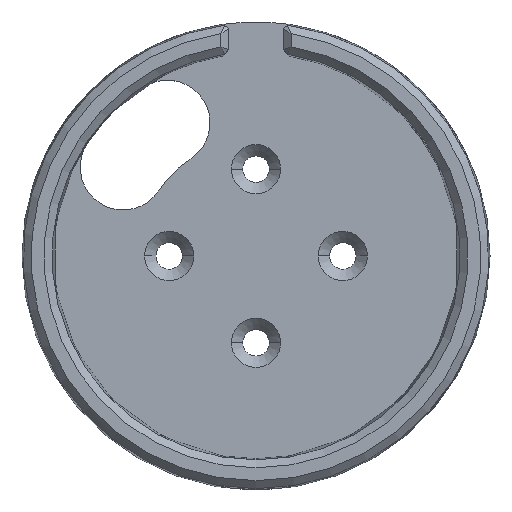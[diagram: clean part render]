
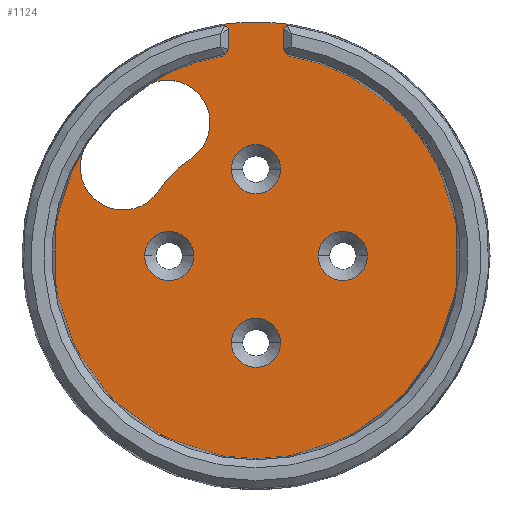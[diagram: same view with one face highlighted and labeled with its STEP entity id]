
A CAD part, top view. The second image highlights one B-rep face of the part: STEP entity #1124.
In plain terms, the highlighted planar face has unit normal (0, 0, 1).
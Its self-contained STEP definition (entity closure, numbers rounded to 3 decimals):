
#56=CARTESIAN_POINT('',(-17.045,11.389,4.));
#57=DIRECTION('',(0.,0.,-1.));
#58=DIRECTION('',(0.831,-0.556,0.));
#59=AXIS2_PLACEMENT_3D('',#56,#57,#58);
#61=CARTESIAN_POINT('',(0.,0.,4.));
#62=DIRECTION('',(0.,0.,1.));
#63=DIRECTION('',(-0.556,0.831,0.));
#64=AXIS2_PLACEMENT_3D('',#61,#62,#63);
#66=CARTESIAN_POINT('',(-11.389,17.045,4.));
#67=DIRECTION('',(0.,0.,-1.));
#68=DIRECTION('',(-0.556,0.831,0.));
#69=AXIS2_PLACEMENT_3D('',#66,#67,#68);
#71=CARTESIAN_POINT('',(0.,0.,4.));
#72=DIRECTION('',(0.,0.,1.));
#73=DIRECTION('',(-0.16,0.987,0.));
#74=AXIS2_PLACEMENT_3D('',#71,#72,#73);
#76=CARTESIAN_POINT('',(-3.675,26.239,4.));
#77=CARTESIAN_POINT('',(-3.839,26.047,4.));
#78=CARTESIAN_POINT('',(-4.004,25.855,4.));
#79=CARTESIAN_POINT('',(-4.169,25.664,4.));
#81=DIRECTION('',(0.,-1.,0.));
#82=VECTOR('',#81,3.035);
#83=CARTESIAN_POINT('',(-3.675,29.274,4.));
#84=LINE('',#83,#82);
#85=CARTESIAN_POINT('',(-4.17,29.709,4.));
#86=CARTESIAN_POINT('',(-4.005,29.564,4.));
#87=CARTESIAN_POINT('',(-3.84,29.419,4.));
#88=CARTESIAN_POINT('',(-3.675,29.274,4.));
#90=CARTESIAN_POINT('',(0.,0.,4.));
#91=DIRECTION('',(0.,0.,1.));
#92=DIRECTION('',(0.139,0.99,0.));
#93=AXIS2_PLACEMENT_3D('',#90,#91,#92);
#95=CARTESIAN_POINT('',(3.675,29.274,4.));
#96=CARTESIAN_POINT('',(3.84,29.419,4.));
#97=CARTESIAN_POINT('',(4.005,29.564,4.));
#98=CARTESIAN_POINT('',(4.17,29.709,4.));
#100=DIRECTION('',(0.,1.,0.));
#101=VECTOR('',#100,3.035);
#102=CARTESIAN_POINT('',(3.675,26.239,4.));
#103=LINE('',#102,#101);
#104=CARTESIAN_POINT('',(4.169,25.664,4.));
#105=CARTESIAN_POINT('',(4.004,25.855,4.));
#106=CARTESIAN_POINT('',(3.839,26.047,4.));
#107=CARTESIAN_POINT('',(3.675,26.239,4.));
#109=CARTESIAN_POINT('',(0.,0.,4.));
#110=DIRECTION('',(0.,0.,1.));
#111=DIRECTION('',(1.,0.,0.));
#112=AXIS2_PLACEMENT_3D('',#109,#110,#111);
#114=CARTESIAN_POINT('',(0.,0.,4.));
#115=DIRECTION('',(0.,0.,1.));
#116=DIRECTION('',(0.,-1.,0.));
#117=AXIS2_PLACEMENT_3D('',#114,#115,#116);
#119=CARTESIAN_POINT('',(0.,0.,4.));
#120=DIRECTION('',(0.,0.,1.));
#121=DIRECTION('',(-0.831,0.556,0.));
#122=AXIS2_PLACEMENT_3D('',#119,#120,#121);
#124=CARTESIAN_POINT('',(0.,-11.125,4.));
#125=DIRECTION('',(0.,0.,-1.));
#126=DIRECTION('',(-1.,0.,0.));
#127=AXIS2_PLACEMENT_3D('',#124,#125,#126);
#129=CARTESIAN_POINT('',(0.,-11.125,4.));
#130=DIRECTION('',(0.,0.,-1.));
#131=DIRECTION('',(1.,0.,0.));
#132=AXIS2_PLACEMENT_3D('',#129,#130,#131);
#134=CARTESIAN_POINT('',(11.125,0.,4.));
#135=DIRECTION('',(0.,0.,-1.));
#136=DIRECTION('',(-1.,0.,0.));
#137=AXIS2_PLACEMENT_3D('',#134,#135,#136);
#139=CARTESIAN_POINT('',(11.125,0.,4.));
#140=DIRECTION('',(0.,0.,-1.));
#141=DIRECTION('',(1.,0.,0.));
#142=AXIS2_PLACEMENT_3D('',#139,#140,#141);
#144=CARTESIAN_POINT('',(0.,11.125,4.));
#145=DIRECTION('',(0.,0.,-1.));
#146=DIRECTION('',(-1.,0.,0.));
#147=AXIS2_PLACEMENT_3D('',#144,#145,#146);
#149=CARTESIAN_POINT('',(0.,11.125,4.));
#150=DIRECTION('',(0.,0.,-1.));
#151=DIRECTION('',(1.,0.,0.));
#152=AXIS2_PLACEMENT_3D('',#149,#150,#151);
#154=CARTESIAN_POINT('',(-11.125,0.,4.));
#155=DIRECTION('',(0.,0.,-1.));
#156=DIRECTION('',(-1.,0.,0.));
#157=AXIS2_PLACEMENT_3D('',#154,#155,#156);
#159=CARTESIAN_POINT('',(-11.125,0.,4.));
#160=DIRECTION('',(0.,0.,-1.));
#161=DIRECTION('',(1.,0.,0.));
#162=AXIS2_PLACEMENT_3D('',#159,#160,#161);
#794=CARTESIAN_POINT('',(4.17,29.709,4.));
#795=CARTESIAN_POINT('',(-4.17,29.709,4.));
#796=VERTEX_POINT('',#794);
#797=VERTEX_POINT('',#795);
#813=VERTEX_POINT('',#88);
#823=VERTEX_POINT('',#95);
#835=VERTEX_POINT('',#104);
#836=VERTEX_POINT('',#107);
#837=VERTEX_POINT('',#76);
#838=VERTEX_POINT('',#79);
#839=CARTESIAN_POINT('',(-12.472,8.333,4.));
#840=VERTEX_POINT('',#839);
#841=CARTESIAN_POINT('',(-8.333,12.472,4.));
#842=VERTEX_POINT('',#841);
#843=CARTESIAN_POINT('',(-14.444,21.619,4.));
#844=VERTEX_POINT('',#843);
#845=CARTESIAN_POINT('',(-21.619,14.444,4.));
#846=VERTEX_POINT('',#845);
#847=CARTESIAN_POINT('',(0.,-26.,4.));
#848=VERTEX_POINT('',#847);
#849=CARTESIAN_POINT('',(26.,0.,4.));
#850=VERTEX_POINT('',#849);
#895=CARTESIAN_POINT('',(-7.975,0.,4.));
#897=VERTEX_POINT('',#895);
#898=CARTESIAN_POINT('',(-14.275,0.,4.));
#899=VERTEX_POINT('',#898);
#907=CARTESIAN_POINT('',(3.15,11.125,4.));
#909=VERTEX_POINT('',#907);
#910=CARTESIAN_POINT('',(-3.15,11.125,4.));
#911=VERTEX_POINT('',#910);
#919=CARTESIAN_POINT('',(14.275,0.,4.));
#921=VERTEX_POINT('',#919);
#922=CARTESIAN_POINT('',(7.975,0.,4.));
#923=VERTEX_POINT('',#922);
#931=CARTESIAN_POINT('',(3.15,-11.125,4.));
#933=VERTEX_POINT('',#931);
#934=CARTESIAN_POINT('',(-3.15,-11.125,4.));
#935=VERTEX_POINT('',#934);
#1067=CARTESIAN_POINT('',(0.,0.,4.));
#1068=DIRECTION('',(0.,0.,1.));
#1069=DIRECTION('',(1.,0.,0.));
#1070=AXIS2_PLACEMENT_3D('',#1067,#1068,#1069);
#1071=PLANE('',#1070);
#1073=ORIENTED_EDGE('',*,*,#1072,.F.);
#1075=ORIENTED_EDGE('',*,*,#1074,.F.);
#1077=ORIENTED_EDGE('',*,*,#1076,.F.);
#1079=ORIENTED_EDGE('',*,*,#1078,.F.);
#1081=ORIENTED_EDGE('',*,*,#1080,.F.);
#1083=ORIENTED_EDGE('',*,*,#1082,.F.);
#1084=ORIENTED_EDGE('',*,*,#1057,.F.);
#1085=ORIENTED_EDGE('',*,*,#981,.F.);
#1087=ORIENTED_EDGE('',*,*,#1086,.F.);
#1089=ORIENTED_EDGE('',*,*,#1088,.F.);
#1091=ORIENTED_EDGE('',*,*,#1090,.F.);
#1093=ORIENTED_EDGE('',*,*,#1092,.F.);
#1095=ORIENTED_EDGE('',*,*,#1094,.F.);
#1097=ORIENTED_EDGE('',*,*,#1096,.F.);
#1098=EDGE_LOOP('',(#1073,#1075,#1077,#1079,#1081,#1083,#1084,#1085,#1087,#1089,
#1091,#1093,#1095,#1097));
#1099=FACE_OUTER_BOUND('',#1098,.F.);
#1101=ORIENTED_EDGE('',*,*,#1100,.F.);
#1103=ORIENTED_EDGE('',*,*,#1102,.F.);
#1104=EDGE_LOOP('',(#1101,#1103));
#1105=FACE_BOUND('',#1104,.F.);
#1107=ORIENTED_EDGE('',*,*,#1106,.F.);
#1109=ORIENTED_EDGE('',*,*,#1108,.F.);
#1110=EDGE_LOOP('',(#1107,#1109));
#1111=FACE_BOUND('',#1110,.F.);
#1113=ORIENTED_EDGE('',*,*,#1112,.F.);
#1115=ORIENTED_EDGE('',*,*,#1114,.F.);
#1116=EDGE_LOOP('',(#1113,#1115));
#1117=FACE_BOUND('',#1116,.F.);
#1119=ORIENTED_EDGE('',*,*,#1118,.F.);
#1121=ORIENTED_EDGE('',*,*,#1120,.F.);
#1122=EDGE_LOOP('',(#1119,#1121));
#1123=FACE_BOUND('',#1122,.F.);
#1124=ADVANCED_FACE('',(#1099,#1105,#1111,#1117,#1123),#1071,.T.);
#60=CIRCLE('',#59,5.5);
#65=CIRCLE('',#64,15.);
#70=CIRCLE('',#69,5.5);
#75=CIRCLE('',#74,26.);
#80=B_SPLINE_CURVE_WITH_KNOTS('',3,(#76,#77,#78,#79),.UNSPECIFIED.,.F.,.F.,(4,
4),(0.,1.),.UNSPECIFIED.);
#89=B_SPLINE_CURVE_WITH_KNOTS('',3,(#85,#86,#87,#88),.UNSPECIFIED.,.F.,.F.,(4,
4),(0.,1.),.UNSPECIFIED.);
#94=CIRCLE('',#93,30.);
#99=B_SPLINE_CURVE_WITH_KNOTS('',3,(#95,#96,#97,#98),.UNSPECIFIED.,.F.,.F.,(4,
4),(0.,1.),.UNSPECIFIED.);
#108=B_SPLINE_CURVE_WITH_KNOTS('',3,(#104,#105,#106,#107),.UNSPECIFIED.,.F.,.F.,
(4,4),(0.,1.),.UNSPECIFIED.);
#113=CIRCLE('',#112,26.);
#118=CIRCLE('',#117,26.);
#123=CIRCLE('',#122,26.);
#128=CIRCLE('',#127,3.15);
#133=CIRCLE('',#132,3.15);
#138=CIRCLE('',#137,3.15);
#143=CIRCLE('',#142,3.15);
#148=CIRCLE('',#147,3.15);
#153=CIRCLE('',#152,3.15);
#158=CIRCLE('',#157,3.15);
#163=CIRCLE('',#162,3.15);
#981=EDGE_CURVE('',#796,#797,#94,.T.);
#1057=EDGE_CURVE('',#797,#813,#89,.T.);
#1072=EDGE_CURVE('',#840,#846,#60,.T.);
#1074=EDGE_CURVE('',#842,#840,#65,.T.);
#1076=EDGE_CURVE('',#844,#842,#70,.T.);
#1078=EDGE_CURVE('',#838,#844,#75,.T.);
#1080=EDGE_CURVE('',#837,#838,#80,.T.);
#1082=EDGE_CURVE('',#813,#837,#84,.T.);
#1086=EDGE_CURVE('',#823,#796,#99,.T.);
#1088=EDGE_CURVE('',#836,#823,#103,.T.);
#1090=EDGE_CURVE('',#835,#836,#108,.T.);
#1092=EDGE_CURVE('',#850,#835,#113,.T.);
#1094=EDGE_CURVE('',#848,#850,#118,.T.);
#1096=EDGE_CURVE('',#846,#848,#123,.T.);
#1100=EDGE_CURVE('',#935,#933,#128,.T.);
#1102=EDGE_CURVE('',#933,#935,#133,.T.);
#1106=EDGE_CURVE('',#923,#921,#138,.T.);
#1108=EDGE_CURVE('',#921,#923,#143,.T.);
#1112=EDGE_CURVE('',#911,#909,#148,.T.);
#1114=EDGE_CURVE('',#909,#911,#153,.T.);
#1118=EDGE_CURVE('',#899,#897,#158,.T.);
#1120=EDGE_CURVE('',#897,#899,#163,.T.);
